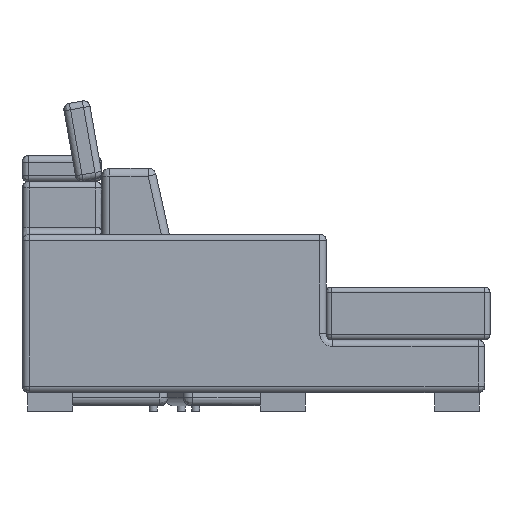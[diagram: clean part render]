
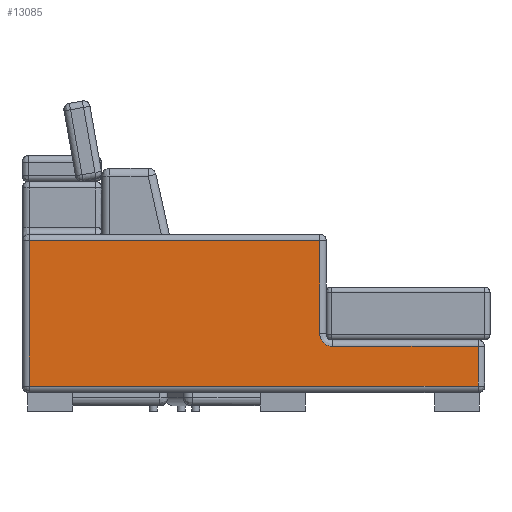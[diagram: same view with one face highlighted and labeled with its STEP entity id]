
A CAD part, left-side view. The second image highlights one B-rep face of the part: STEP entity #13085.
In plain terms, the highlighted free-form (B-spline) face has degree [1, 1] with [2, 2] control points.
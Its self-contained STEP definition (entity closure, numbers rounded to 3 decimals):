
#13085 = ADVANCED_FACE('',(#13086),#13138,.T.);
#13086 = FACE_BOUND('',#13087,.T.);
#13087 = EDGE_LOOP('',(#13088,#13097,#13104,#13111,#13118,#13125,#13132)
  );
#13088 = ORIENTED_EDGE('',*,*,#13089,.T.);
#13089 = EDGE_CURVE('',#13090,#13092,#13094,.T.);
#13090 = VERTEX_POINT('',#13091);
#13091 = CARTESIAN_POINT('',(-470.44,-262.571,
    322.744));
#13092 = VERTEX_POINT('',#13093);
#13093 = CARTESIAN_POINT('',(-470.44,-262.571,
    705.66));
#13094 = B_SPLINE_CURVE_WITH_KNOTS('',1,(#13095,#13096),.UNSPECIFIED.,
  .F.,.F.,(2,2),(0.,350.),.PIECEWISE_BEZIER_KNOTS.);
#13095 = CARTESIAN_POINT('',(-470.44,-262.571,
    322.744));
#13096 = CARTESIAN_POINT('',(-470.44,-262.571,
    705.66));
#13097 = ORIENTED_EDGE('',*,*,#13098,.T.);
#13098 = EDGE_CURVE('',#13092,#13099,#13101,.T.);
#13099 = VERTEX_POINT('',#13100);
#13100 = CARTESIAN_POINT('',(-470.44,940.88,
    705.66));
#13101 = B_SPLINE_CURVE_WITH_KNOTS('',1,(#13102,#13103),.UNSPECIFIED.,
  .F.,.F.,(2,2),(0.,1100.),.PIECEWISE_BEZIER_KNOTS.);
#13102 = CARTESIAN_POINT('',(-470.44,-262.571,
    705.66));
#13103 = CARTESIAN_POINT('',(-470.44,940.88,
    705.66));
#13104 = ORIENTED_EDGE('',*,*,#13105,.T.);
#13105 = EDGE_CURVE('',#13099,#13106,#13108,.T.);
#13106 = VERTEX_POINT('',#13107);
#13107 = CARTESIAN_POINT('',(-470.44,940.88,
    103.934));
#13108 = B_SPLINE_CURVE_WITH_KNOTS('',1,(#13109,#13110),.UNSPECIFIED.,
  .F.,.F.,(2,2),(0.,550.),.PIECEWISE_BEZIER_KNOTS.);
#13109 = CARTESIAN_POINT('',(-470.44,940.88,
    705.66));
#13110 = CARTESIAN_POINT('',(-470.44,940.88,
    103.934));
#13111 = ORIENTED_EDGE('',*,*,#13112,.T.);
#13112 = EDGE_CURVE('',#13106,#13113,#13115,.T.);
#13113 = VERTEX_POINT('',#13114);
#13114 = CARTESIAN_POINT('',(-470.44,-918.999,
    103.934));
#13115 = B_SPLINE_CURVE_WITH_KNOTS('',1,(#13116,#13117),.UNSPECIFIED.,
  .F.,.F.,(2,2),(0.,1700.),.PIECEWISE_BEZIER_KNOTS.);
#13116 = CARTESIAN_POINT('',(-470.44,940.88,
    103.934));
#13117 = CARTESIAN_POINT('',(-470.44,-918.999,
    103.934));
#13118 = ORIENTED_EDGE('',*,*,#13119,.T.);
#13119 = EDGE_CURVE('',#13113,#13120,#13122,.T.);
#13120 = VERTEX_POINT('',#13121);
#13121 = CARTESIAN_POINT('',(-470.44,-918.999,
    268.041));
#13122 = B_SPLINE_CURVE_WITH_KNOTS('',1,(#13123,#13124),.UNSPECIFIED.,
  .F.,.F.,(2,2),(0.,150.),.PIECEWISE_BEZIER_KNOTS.);
#13123 = CARTESIAN_POINT('',(-470.44,-918.999,
    103.934));
#13124 = CARTESIAN_POINT('',(-470.44,-918.999,
    268.041));
#13125 = ORIENTED_EDGE('',*,*,#13126,.T.);
#13126 = EDGE_CURVE('',#13120,#13127,#13129,.T.);
#13127 = VERTEX_POINT('',#13128);
#13128 = CARTESIAN_POINT('',(-470.44,-317.274,
    268.041));
#13129 = B_SPLINE_CURVE_WITH_KNOTS('',1,(#13130,#13131),.UNSPECIFIED.,
  .F.,.F.,(2,2),(0.,550.),.PIECEWISE_BEZIER_KNOTS.);
#13130 = CARTESIAN_POINT('',(-470.44,-918.999,
    268.041));
#13131 = CARTESIAN_POINT('',(-470.44,-317.274,
    268.041));
#13132 = ORIENTED_EDGE('',*,*,#13133,.F.);
#13133 = EDGE_CURVE('',#13090,#13127,#13134,.T.);
#13134 = ( BOUNDED_CURVE() B_SPLINE_CURVE(2,(#13135,#13136,#13137),
.UNSPECIFIED.,.F.,.F.) B_SPLINE_CURVE_WITH_KNOTS((3,3),(3.142,
4.712),.PIECEWISE_BEZIER_KNOTS.) CURVE() 
GEOMETRIC_REPRESENTATION_ITEM() RATIONAL_B_SPLINE_CURVE((1.,
0.707,1.)) REPRESENTATION_ITEM('') );
#13135 = CARTESIAN_POINT('',(-470.44,-262.571,
    322.744));
#13136 = CARTESIAN_POINT('',(-470.44,-262.571,
    268.041));
#13137 = CARTESIAN_POINT('',(-470.44,-317.274,
    268.041));
#13138 = B_SPLINE_SURFACE_WITH_KNOTS('',1,1,(
    (#13139,#13140)
    ,(#13141,#13142
  )),.UNSPECIFIED.,.F.,.F.,.F.,(2,2),(2,2),(-860.,840.),(-375.,175.),
  .PIECEWISE_BEZIER_KNOTS.);
#13139 = CARTESIAN_POINT('',(-470.44,940.88,
    103.934));
#13140 = CARTESIAN_POINT('',(-470.44,940.88,
    705.66));
#13141 = CARTESIAN_POINT('',(-470.44,-918.999,
    103.934));
#13142 = CARTESIAN_POINT('',(-470.44,-918.999,
    705.66));
